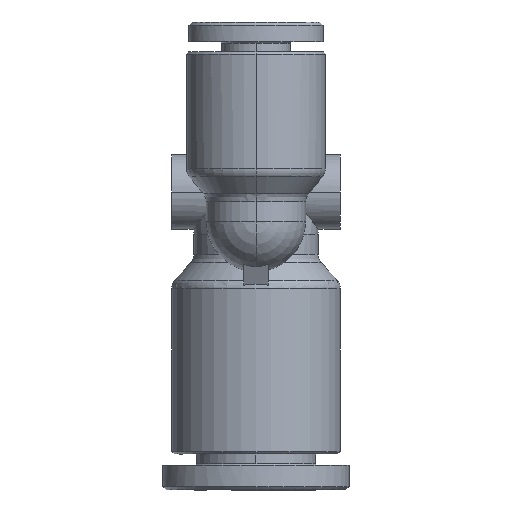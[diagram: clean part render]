
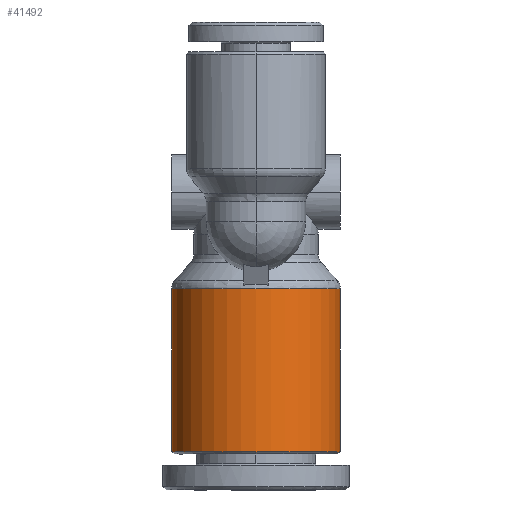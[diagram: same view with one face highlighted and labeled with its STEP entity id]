
A CAD part, left-side view. The second image highlights one B-rep face of the part: STEP entity #41492.
In plain terms, the highlighted cylindrical face has radius 6.8 mm (diameter 13.6 mm), a partial arc.
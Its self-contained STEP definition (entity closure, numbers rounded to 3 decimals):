
#996=CARTESIAN_POINT('',(12.282,-6.8,5.484));
#997=VERTEX_POINT('',#996);
#998=CARTESIAN_POINT('',(-0.834,-6.8,5.484));
#999=VERTEX_POINT('',#998);
#1000=CARTESIAN_POINT('',(12.282,-6.8,5.484));
#1001=DIRECTION('',(-1.0,0.0,0.0));
#1002=VECTOR('',#1001,13.116);
#1003=LINE('',#1000,#1002);
#1004=EDGE_CURVE('',#997,#999,#1003,.T.);
#1015=CARTESIAN_POINT('',(12.282,6.8,5.484));
#1016=VERTEX_POINT('',#1015);
#1024=CARTESIAN_POINT('',(-0.834,6.8,5.484));
#1025=VERTEX_POINT('',#1024);
#1026=CARTESIAN_POINT('',(-0.834,6.8,5.484));
#1027=DIRECTION('',(1.0,0.0,0.0));
#1028=VECTOR('',#1027,13.116);
#1029=LINE('',#1026,#1028);
#1030=EDGE_CURVE('',#1025,#1016,#1029,.T.);
#1783=CARTESIAN_POINT('',(-0.834,0.,5.484));
#1784=DIRECTION('',(-1.0,0.0,0.0));
#1785=DIRECTION('',(0.0,1.0,0.0));
#1786=AXIS2_PLACEMENT_3D('',#1783,#1784,#1785);
#1787=CIRCLE('',#1786,6.8);
#1788=EDGE_CURVE('',#1025,#999,#1787,.T.);
#2905=CARTESIAN_POINT('',(12.282,0.,-1.316));
#2906=VERTEX_POINT('',#2905);
#2913=CARTESIAN_POINT('',(12.282,0.,5.484));
#2914=DIRECTION('',(1.0,0.0,0.0));
#2915=DIRECTION('',(0.0,0.0,1.0));
#2916=AXIS2_PLACEMENT_3D('',#2913,#2914,#2915);
#2917=CIRCLE('',#2916,6.8);
#2918=EDGE_CURVE('',#2906,#1016,#2917,.T.);
#28584=CARTESIAN_POINT('',(12.282,0.,5.484));
#28585=DIRECTION('',(1.0,0.0,0.0));
#28586=DIRECTION('',(0.0,0.0,1.0));
#28587=AXIS2_PLACEMENT_3D('',#28584,#28585,#28586);
#28588=CIRCLE('',#28587,6.8);
#28589=EDGE_CURVE('',#997,#2906,#28588,.T.);
#41480=CARTESIAN_POINT('',(4.782,0.,5.484));
#41481=DIRECTION('',(-1.0,0.,0.));
#41482=DIRECTION('',(0.0,-1.0,0.0));
#41483=AXIS2_PLACEMENT_3D('',#41480,#41481,#41482);
#41484=CYLINDRICAL_SURFACE('',#41483,6.8);
#41485=ORIENTED_EDGE('',*,*,#1004,.T.);
#41486=ORIENTED_EDGE('',*,*,#1788,.F.);
#41487=ORIENTED_EDGE('',*,*,#1030,.T.);
#41488=ORIENTED_EDGE('',*,*,#2918,.F.);
#41489=ORIENTED_EDGE('',*,*,#28589,.F.);
#41490=EDGE_LOOP('',(#41485,#41486,#41487,#41488,#41489));
#41491=FACE_OUTER_BOUND('',#41490,.T.);
#41492=ADVANCED_FACE('',(#41491),#41484,.T.);
